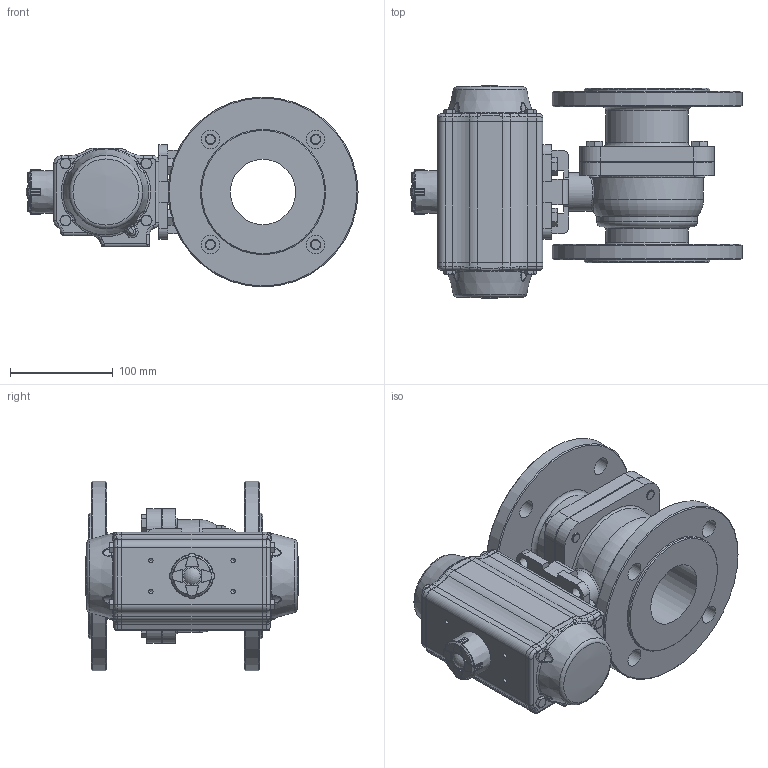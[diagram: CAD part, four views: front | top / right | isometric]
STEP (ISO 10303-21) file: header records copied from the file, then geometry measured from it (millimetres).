
FILE_DESCRIPTION(/* description */ ('Unknown'),/* implementation_level */ '2;1');
FILE_NAME(/* name */ 'DW04 0921_0930-10',/* time_stamp */ '2023-08-01T12:40:59+02:00',/* author */ ('Unknown'),/* organization */ ('Unknown'),/* preprocessor_version */ 'ST-DEVELOPER v18.102',/* originating_system */ 'Solid Edge',/* authorisation */ 'Unknown');
FILE_SCHEMA (('AUTOMOTIVE_DESIGN {1 0 10303 214 3 1 1}'));
Length unit declared in the file: millimetre
Products named in the file (14): DW70-8.200.065; 8.200.065; Teil1_065; Teil2_065; M10x30; M8x20; DW04_FR03_(DW70_FR52); ____; ________(___________; _____________; ______; hex head bolts-full thread grade c gb_GB_FASTENER_BOLT_HHBFTC M6X20-N; cup head nib bolts with large head gb_GB_FASTENER_BOLT_CHNBW M6X25-N; KP-75
Assembly tree (28 placements, depth 4):
  DW70-8.200.065
    8.200.065
      Teil1_065
      Teil2_065
      M10x30  x4
    M8x20  x4
    DW04_FR03_(DW70_FR52)
      ____
        ________(___________  x2
        _____________  x2
        ______
      hex head bolts-full thread grade c gb_GB_FASTENER_BOLT_HHBFTC M6X20-N  x8
      cup head nib bolts with large head gb_GB_FASTENER_BOLT_CHNBW M6X25-N
      KP-75
Bounding box: 323.4 x 206.95 x 185 mm (x, y, z)
Volume: 3210228.8 mm3; surface area: 388565 mm2
Topology: 25 solids, 25 shells, 1157 faces, 2794 edges, 1708 vertices
Faces by surface type: plane 414, cylinder 346, cone 145, bspline 135, torus 100, sphere 17
Full cylindrical faces by diameter (mm): 3 x18, 3.3 x8, 4.2 x8, 4.66 x1, 5 x13, 6 x9, 6.2 x1, 6.8 x4, 8 x4, 8.376 x4, 8.8 x2, 9 x4, 10 x4, 11 x8, 18 x8, 21 x1, 21.8 x1, 24.6 x1, 32 x2, 38 x1, 38.5 x1, 48 x1, 63.5 x2, 80 x2, 98 x1, 120 x1, 122 x2, 185 x2
Entity records: 29267 total; most frequent: CARTESIAN_POINT 9795, DIRECTION 3809, ORIENTED_EDGE 3594, EDGE_CURVE 1797, AXIS2_PLACEMENT_3D 1526, VERTEX_POINT 1205, FACE_BOUND 1082, EDGE_LOOP 1055
